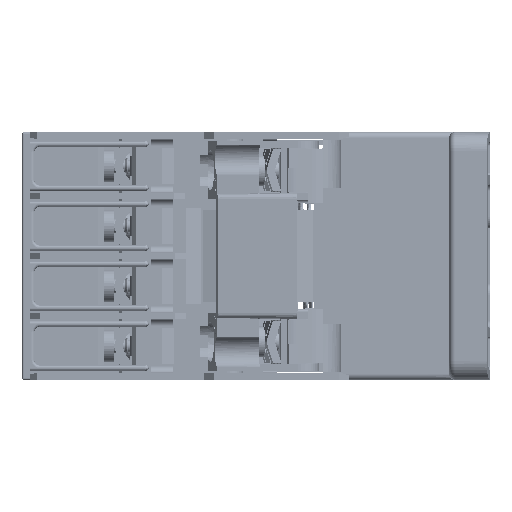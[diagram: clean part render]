
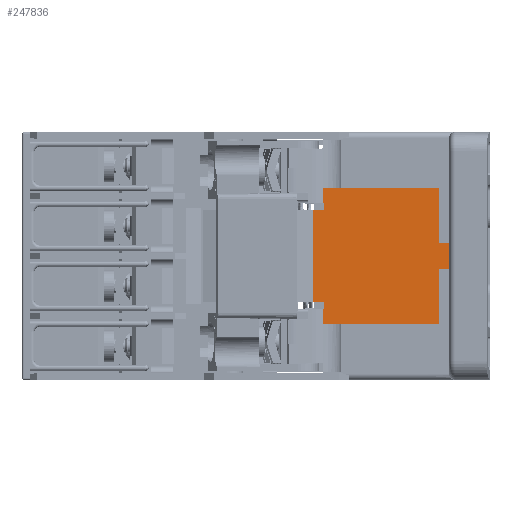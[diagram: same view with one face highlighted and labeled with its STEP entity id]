
A CAD part, left-side view. The second image highlights one B-rep face of the part: STEP entity #247836.
In plain terms, the highlighted planar face has unit normal (-1, 0, 0).
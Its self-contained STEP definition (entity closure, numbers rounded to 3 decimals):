
#238252=CARTESIAN_POINT('',(-32.4,3.17,9.65));
#238253=VERTEX_POINT('',#238252);
#238261=CARTESIAN_POINT('',(-32.4,3.17,12.4));
#238262=VERTEX_POINT('',#238261);
#238263=CARTESIAN_POINT('',(-32.4,3.17,9.65));
#238264=DIRECTION('',(0.0,0.0,1.0));
#238265=VECTOR('',#238264,2.75);
#238266=LINE('',#238263,#238265);
#238267=EDGE_CURVE('',#238253,#238262,#238266,.T.);
#238382=CARTESIAN_POINT('',(-32.4,3.1,9.65));
#238383=VERTEX_POINT('',#238382);
#238384=CARTESIAN_POINT('',(-32.4,3.17,9.65));
#238385=DIRECTION('',(0.0,-1.0,0.0));
#238386=VECTOR('',#238385,0.07);
#238387=LINE('',#238384,#238386);
#238388=EDGE_CURVE('',#238253,#238383,#238387,.T.);
#238540=CARTESIAN_POINT('',(-32.4,3.1,-9.65));
#238541=VERTEX_POINT('',#238540);
#238542=CARTESIAN_POINT('',(-32.4,3.17,-9.65));
#238543=VERTEX_POINT('',#238542);
#238544=CARTESIAN_POINT('',(-32.4,3.1,-9.65));
#238545=DIRECTION('',(0.0,1.0,0.0));
#238546=VECTOR('',#238545,0.07);
#238547=LINE('',#238544,#238546);
#238548=EDGE_CURVE('',#238541,#238543,#238547,.T.);
#239099=CARTESIAN_POINT('',(-32.4,3.1,-8.4));
#239100=VERTEX_POINT('',#239099);
#239109=CARTESIAN_POINT('',(-32.4,3.1,-8.4));
#239110=DIRECTION('',(0.0,0.0,-1.0));
#239111=VECTOR('',#239110,1.25);
#239112=LINE('',#239109,#239111);
#239113=EDGE_CURVE('',#239100,#238541,#239112,.T.);
#239123=CARTESIAN_POINT('',(-32.4,3.1,8.4));
#239124=VERTEX_POINT('',#239123);
#239131=CARTESIAN_POINT('',(-32.4,3.1,9.65));
#239132=DIRECTION('',(0.0,0.0,-1.0));
#239133=VECTOR('',#239132,1.25);
#239134=LINE('',#239131,#239133);
#239135=EDGE_CURVE('',#238383,#239124,#239134,.T.);
#239148=CARTESIAN_POINT('',(-32.4,5.1,-8.4));
#239149=VERTEX_POINT('',#239148);
#239150=CARTESIAN_POINT('',(-32.4,3.1,-8.4));
#239151=DIRECTION('',(0.0,1.0,0.0));
#239152=VECTOR('',#239151,2.0);
#239153=LINE('',#239150,#239152);
#239154=EDGE_CURVE('',#239100,#239149,#239153,.T.);
#239260=CARTESIAN_POINT('',(-32.4,5.1,8.4));
#239261=VERTEX_POINT('',#239260);
#239262=CARTESIAN_POINT('',(-32.4,5.1,8.4));
#239263=DIRECTION('',(0.0,0.0,-1.0));
#239264=VECTOR('',#239263,16.8);
#239265=LINE('',#239262,#239264);
#239266=EDGE_CURVE('',#239261,#239149,#239265,.T.);
#239295=CARTESIAN_POINT('',(-32.4,5.1,8.4));
#239296=DIRECTION('',(0.0,-1.0,0.0));
#239297=VECTOR('',#239296,2.0);
#239298=LINE('',#239295,#239297);
#239299=EDGE_CURVE('',#239261,#239124,#239298,.T.);
#239329=CARTESIAN_POINT('',(-32.4,3.17,-12.4));
#239330=VERTEX_POINT('',#239329);
#239338=CARTESIAN_POINT('',(-32.4,3.17,-12.4));
#239339=DIRECTION('',(0.0,0.0,1.0));
#239340=VECTOR('',#239339,2.75);
#239341=LINE('',#239338,#239340);
#239342=EDGE_CURVE('',#239330,#238543,#239341,.T.);
#247748=CARTESIAN_POINT('',(-32.4,-19.7,12.4));
#247749=DIRECTION('',(-1.0,0.0,0.0));
#247750=DIRECTION('',(0.0,0.0,1.0));
#247751=AXIS2_PLACEMENT_3D('',#247748,#247749,#247750);
#247752=PLANE('',#247751);
#247753=CARTESIAN_POINT('',(-32.4,-17.8,-12.3));
#247754=VERTEX_POINT('',#247753);
#247755=CARTESIAN_POINT('',(-32.4,-17.8,-2.3));
#247756=VERTEX_POINT('',#247755);
#247757=CARTESIAN_POINT('',(-32.4,-17.8,-12.3));
#247758=DIRECTION('',(0.0,0.0,1.0));
#247759=VECTOR('',#247758,10.);
#247760=LINE('',#247757,#247759);
#247761=EDGE_CURVE('',#247754,#247756,#247760,.T.);
#247762=ORIENTED_EDGE('',*,*,#247761,.T.);
#247763=CARTESIAN_POINT('',(-32.4,-19.7,-2.3));
#247764=VERTEX_POINT('',#247763);
#247765=CARTESIAN_POINT('',(-32.4,-17.8,-2.3));
#247766=DIRECTION('',(0.0,-1.0,0.0));
#247767=VECTOR('',#247766,1.9);
#247768=LINE('',#247765,#247767);
#247769=EDGE_CURVE('',#247756,#247764,#247768,.T.);
#247770=ORIENTED_EDGE('',*,*,#247769,.T.);
#247771=CARTESIAN_POINT('',(-32.4,-19.7,2.3));
#247772=VERTEX_POINT('',#247771);
#247773=CARTESIAN_POINT('',(-32.4,-19.7,2.3));
#247774=DIRECTION('',(0.0,0.0,-1.0));
#247775=VECTOR('',#247774,4.6);
#247776=LINE('',#247773,#247775);
#247777=EDGE_CURVE('',#247772,#247764,#247776,.T.);
#247778=ORIENTED_EDGE('',*,*,#247777,.F.);
#247779=CARTESIAN_POINT('',(-32.4,-17.8,2.3));
#247780=VERTEX_POINT('',#247779);
#247781=CARTESIAN_POINT('',(-32.4,-17.8,2.3));
#247782=DIRECTION('',(0.0,-1.0,0.0));
#247783=VECTOR('',#247782,1.9);
#247784=LINE('',#247781,#247783);
#247785=EDGE_CURVE('',#247780,#247772,#247784,.T.);
#247786=ORIENTED_EDGE('',*,*,#247785,.F.);
#247787=CARTESIAN_POINT('',(-32.4,-17.8,12.3));
#247788=VERTEX_POINT('',#247787);
#247789=CARTESIAN_POINT('',(-32.4,-17.8,2.3));
#247790=DIRECTION('',(0.0,0.0,1.0));
#247791=VECTOR('',#247790,10.);
#247792=LINE('',#247789,#247791);
#247793=EDGE_CURVE('',#247780,#247788,#247792,.T.);
#247794=ORIENTED_EDGE('',*,*,#247793,.T.);
#247795=CARTESIAN_POINT('',(-32.4,-17.9,12.4));
#247796=VERTEX_POINT('',#247795);
#247797=CARTESIAN_POINT('',(-32.4,-17.9,12.3));
#247798=DIRECTION('',(1.0,0.,0.));
#247799=DIRECTION('',(0.,0.707,0.707));
#247800=AXIS2_PLACEMENT_3D('',#247797,#247798,#247799);
#247801=CIRCLE('',#247800,0.1);
#247802=EDGE_CURVE('',#247796,#247788,#247801,.F.);
#247803=ORIENTED_EDGE('',*,*,#247802,.F.);
#247804=CARTESIAN_POINT('',(-32.4,-17.9,12.4));
#247805=DIRECTION('',(0.0,1.0,0.0));
#247806=VECTOR('',#247805,21.07);
#247807=LINE('',#247804,#247806);
#247808=EDGE_CURVE('',#247796,#238262,#247807,.T.);
#247809=ORIENTED_EDGE('',*,*,#247808,.T.);
#247810=ORIENTED_EDGE('',*,*,#238267,.F.);
#247811=ORIENTED_EDGE('',*,*,#238388,.T.);
#247812=ORIENTED_EDGE('',*,*,#239135,.T.);
#247813=ORIENTED_EDGE('',*,*,#239299,.F.);
#247814=ORIENTED_EDGE('',*,*,#239266,.T.);
#247815=ORIENTED_EDGE('',*,*,#239154,.F.);
#247816=ORIENTED_EDGE('',*,*,#239113,.T.);
#247817=ORIENTED_EDGE('',*,*,#238548,.T.);
#247818=ORIENTED_EDGE('',*,*,#239342,.F.);
#247819=CARTESIAN_POINT('',(-32.4,-17.9,-12.4));
#247820=VERTEX_POINT('',#247819);
#247821=CARTESIAN_POINT('',(-32.4,-17.9,-12.4));
#247822=DIRECTION('',(0.0,1.0,0.0));
#247823=VECTOR('',#247822,21.07);
#247824=LINE('',#247821,#247823);
#247825=EDGE_CURVE('',#247820,#239330,#247824,.T.);
#247826=ORIENTED_EDGE('',*,*,#247825,.F.);
#247827=CARTESIAN_POINT('',(-32.4,-17.9,-12.3));
#247828=DIRECTION('',(1.0,0.,0.));
#247829=DIRECTION('',(0.,0.707,-0.707));
#247830=AXIS2_PLACEMENT_3D('',#247827,#247828,#247829);
#247831=CIRCLE('',#247830,0.1);
#247832=EDGE_CURVE('',#247754,#247820,#247831,.F.);
#247833=ORIENTED_EDGE('',*,*,#247832,.F.);
#247834=EDGE_LOOP('',(#247762,#247770,#247778,#247786,#247794,#247803,#247809,#247810,#247811,#247812,#247813,#247814,#247815,#247816,#247817,#247818,#247826,#247833));
#247835=FACE_OUTER_BOUND('',#247834,.T.);
#247836=ADVANCED_FACE('',(#247835),#247752,.T.);
